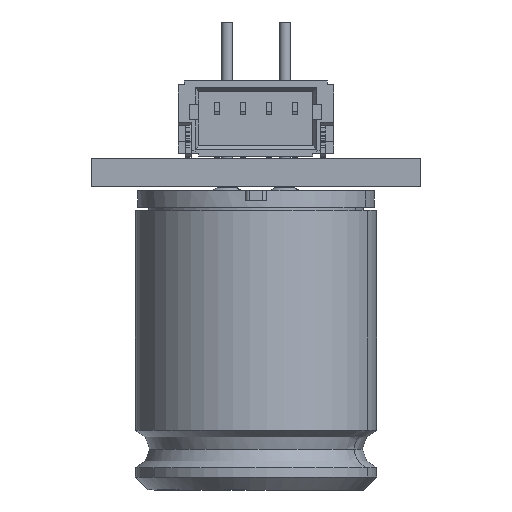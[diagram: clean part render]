
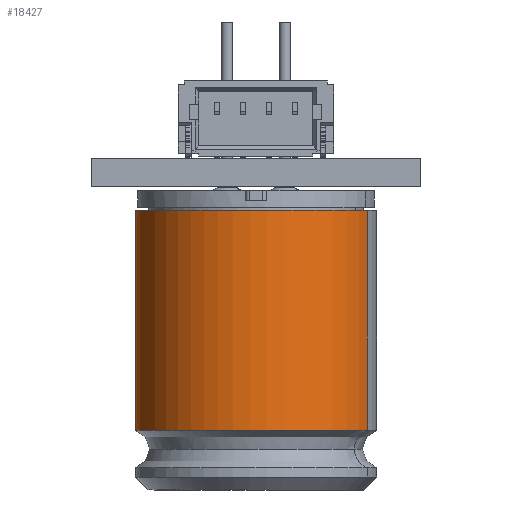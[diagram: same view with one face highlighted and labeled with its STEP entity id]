
A CAD part, front view. The second image highlights one B-rep face of the part: STEP entity #18427.
In plain terms, the highlighted free-form (B-spline) face has degree [2, 1] with [5, 2] control points.
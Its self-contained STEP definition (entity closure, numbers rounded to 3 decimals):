
#15938 = ( BOUNDED_SURFACE() B_SPLINE_SURFACE(2,2,(
    (#15939,#15940,#15941)
    ,(#15942,#15943,#15944)
    ,(#15945,#15946,#15947)
    ,(#15948,#15949,#15950)
    ,(#15951,#15952,#15953
)),.UNSPECIFIED.,.F.,.F.,.F.) B_SPLINE_SURFACE_WITH_KNOTS((3,2,3),(3,3),
  (3.142,4.712,6.283),(3.142,
    4.429),.PIECEWISE_BEZIER_KNOTS.) 
GEOMETRIC_REPRESENTATION_ITEM() RATIONAL_B_SPLINE_SURFACE((
    (1.,0.8,1.)
    ,(0.707,0.566,0.707)
    ,(1.,0.8,1.)
    ,(0.707,0.566,0.707)
,(1.,0.8,1.))) REPRESENTATION_ITEM('') SURFACE() );
#15939 = CARTESIAN_POINT('',(0.,9.97,-4.11));
#15940 = CARTESIAN_POINT('',(0.,9.408,-4.11));
#15941 = CARTESIAN_POINT('',(0.,9.25,-4.65));
#15942 = CARTESIAN_POINT('',(-4.11,9.97,-4.11));
#15943 = CARTESIAN_POINT('',(-4.11,9.408,-4.11));
#15944 = CARTESIAN_POINT('',(-4.65,9.25,-4.65));
#15945 = CARTESIAN_POINT('',(-4.11,9.97,0.));
#15946 = CARTESIAN_POINT('',(-4.11,9.408,0.));
#15947 = CARTESIAN_POINT('',(-4.65,9.25,0.));
#15948 = CARTESIAN_POINT('',(-4.11,9.97,4.11));
#15949 = CARTESIAN_POINT('',(-4.11,9.408,4.11));
#15950 = CARTESIAN_POINT('',(-4.65,9.25,4.65));
#15951 = CARTESIAN_POINT('',(0.,9.97,4.11));
#15952 = CARTESIAN_POINT('',(0.,9.408,4.11));
#15953 = CARTESIAN_POINT('',(0.,9.25,4.65));
#16272 = VERTEX_POINT('',#16273);
#16273 = CARTESIAN_POINT('',(0.,0.77,4.65));
#16274 = VERTEX_POINT('',#16275);
#16275 = CARTESIAN_POINT('',(0.,0.77,-4.65));
#16284 = ( BOUNDED_SURFACE() B_SPLINE_SURFACE(2,1,(
    (#16285,#16286)
    ,(#16287,#16288)
    ,(#16289,#16290)
    ,(#16291,#16292)
    ,(#16293,#16294
)),.UNSPECIFIED.,.F.,.F.,.F.) B_SPLINE_SURFACE_WITH_KNOTS((3,2,3),(2,2),
  (0.,1.571,3.142),(-10.78,-2.3),
.PIECEWISE_BEZIER_KNOTS.) GEOMETRIC_REPRESENTATION_ITEM() 
RATIONAL_B_SPLINE_SURFACE((
    (1.,1.)
    ,(0.707,0.707)
    ,(1.,1.)
    ,(0.707,0.707)
,(1.,1.))) REPRESENTATION_ITEM('') SURFACE() );
#16285 = CARTESIAN_POINT('',(0.,0.77,4.65));
#16286 = CARTESIAN_POINT('',(0.,9.25,4.65));
#16287 = CARTESIAN_POINT('',(4.65,0.77,4.65));
#16288 = CARTESIAN_POINT('',(4.65,9.25,4.65));
#16289 = CARTESIAN_POINT('',(4.65,0.77,0.));
#16290 = CARTESIAN_POINT('',(4.65,9.25,0.));
#16291 = CARTESIAN_POINT('',(4.65,0.77,-4.65));
#16292 = CARTESIAN_POINT('',(4.65,9.25,-4.65));
#16293 = CARTESIAN_POINT('',(0.,0.77,-4.65));
#16294 = CARTESIAN_POINT('',(0.,9.25,-4.65));
#16304 = B_SPLINE_SURFACE_WITH_KNOTS('',1,1,(
    (#16305,#16306)
    ,(#16307,#16308
  )),.UNSPECIFIED.,.F.,.F.,.F.,(2,2),(2,2),(-4.65,4.65),(-4.65,4.65),
  .PIECEWISE_BEZIER_KNOTS.);
#16305 = CARTESIAN_POINT('',(-4.65,0.77,4.65));
#16306 = CARTESIAN_POINT('',(4.65,0.77,4.65));
#16307 = CARTESIAN_POINT('',(-4.65,0.77,-4.65));
#16308 = CARTESIAN_POINT('',(4.65,0.77,-4.65));
#16318 = EDGE_CURVE('',#16274,#16319,#16321,.T.);
#16319 = VERTEX_POINT('',#16320);
#16320 = CARTESIAN_POINT('',(0.,9.25,-4.65));
#16321 = SURFACE_CURVE('',#16322,(#16325,#16332),.PCURVE_S1.);
#16322 = B_SPLINE_CURVE_WITH_KNOTS('',1,(#16323,#16324),.UNSPECIFIED.,
  .F.,.F.,(2,2),(-10.78,-2.3),.PIECEWISE_BEZIER_KNOTS.);
#16323 = CARTESIAN_POINT('',(0.,0.77,-4.65));
#16324 = CARTESIAN_POINT('',(0.,9.25,-4.65));
#16325 = PCURVE('',#16284,#16326);
#16326 = DEFINITIONAL_REPRESENTATION('',(#16327),#16331);
#16327 = B_SPLINE_CURVE_WITH_KNOTS('',2,(#16328,#16329,#16330),
  .UNSPECIFIED.,.F.,.F.,(3,3),(-10.78,-2.3),.PIECEWISE_BEZIER_KNOTS.);
#16328 = CARTESIAN_POINT('',(3.142,-10.78));
#16329 = CARTESIAN_POINT('',(3.142,-6.54));
#16330 = CARTESIAN_POINT('',(3.142,-2.3));
#16331 = ( GEOMETRIC_REPRESENTATION_CONTEXT(2) 
PARAMETRIC_REPRESENTATION_CONTEXT() REPRESENTATION_CONTEXT('2D SPACE',''
  ) );
#16332 = PCURVE('',#16333,#16344);
#16333 = ( BOUNDED_SURFACE() B_SPLINE_SURFACE(2,1,(
    (#16334,#16335)
    ,(#16336,#16337)
    ,(#16338,#16339)
    ,(#16340,#16341)
    ,(#16342,#16343
)),.UNSPECIFIED.,.F.,.F.,.F.) B_SPLINE_SURFACE_WITH_KNOTS((3,2,3),(2,2),
  (3.142,4.712,6.283),(-10.78,-2.3),
.PIECEWISE_BEZIER_KNOTS.) GEOMETRIC_REPRESENTATION_ITEM() 
RATIONAL_B_SPLINE_SURFACE((
    (1.,1.)
    ,(0.707,0.707)
    ,(1.,1.)
    ,(0.707,0.707)
,(1.,1.))) REPRESENTATION_ITEM('') SURFACE() );
#16334 = CARTESIAN_POINT('',(0.,0.77,-4.65));
#16335 = CARTESIAN_POINT('',(0.,9.25,-4.65));
#16336 = CARTESIAN_POINT('',(-4.65,0.77,-4.65));
#16337 = CARTESIAN_POINT('',(-4.65,9.25,-4.65));
#16338 = CARTESIAN_POINT('',(-4.65,0.77,0.));
#16339 = CARTESIAN_POINT('',(-4.65,9.25,0.));
#16340 = CARTESIAN_POINT('',(-4.65,0.77,4.65));
#16341 = CARTESIAN_POINT('',(-4.65,9.25,4.65));
#16342 = CARTESIAN_POINT('',(0.,0.77,4.65));
#16343 = CARTESIAN_POINT('',(0.,9.25,4.65));
#16344 = DEFINITIONAL_REPRESENTATION('',(#16345),#16349);
#16345 = B_SPLINE_CURVE_WITH_KNOTS('',2,(#16346,#16347,#16348),
  .UNSPECIFIED.,.F.,.F.,(3,3),(-10.78,-2.3),.PIECEWISE_BEZIER_KNOTS.);
#16346 = CARTESIAN_POINT('',(3.142,-10.78));
#16347 = CARTESIAN_POINT('',(3.142,-6.54));
#16348 = CARTESIAN_POINT('',(3.142,-2.3));
#16349 = ( GEOMETRIC_REPRESENTATION_CONTEXT(2) 
PARAMETRIC_REPRESENTATION_CONTEXT() REPRESENTATION_CONTEXT('2D SPACE',''
  ) );
#16352 = VERTEX_POINT('',#16353);
#16353 = CARTESIAN_POINT('',(0.,9.25,4.65));
#16380 = EDGE_CURVE('',#16272,#16352,#16381,.T.);
#16381 = SURFACE_CURVE('',#16382,(#16385,#16392),.PCURVE_S1.);
#16382 = B_SPLINE_CURVE_WITH_KNOTS('',1,(#16383,#16384),.UNSPECIFIED.,
  .F.,.F.,(2,2),(-10.78,-2.3),.PIECEWISE_BEZIER_KNOTS.);
#16383 = CARTESIAN_POINT('',(0.,0.77,4.65));
#16384 = CARTESIAN_POINT('',(0.,9.25,4.65));
#16385 = PCURVE('',#16284,#16386);
#16386 = DEFINITIONAL_REPRESENTATION('',(#16387),#16391);
#16387 = B_SPLINE_CURVE_WITH_KNOTS('',2,(#16388,#16389,#16390),
  .UNSPECIFIED.,.F.,.F.,(3,3),(-10.78,-2.3),.PIECEWISE_BEZIER_KNOTS.);
#16388 = CARTESIAN_POINT('',(0.,-10.78));
#16389 = CARTESIAN_POINT('',(0.,-6.54));
#16390 = CARTESIAN_POINT('',(0.,-2.3));
#16391 = ( GEOMETRIC_REPRESENTATION_CONTEXT(2) 
PARAMETRIC_REPRESENTATION_CONTEXT() REPRESENTATION_CONTEXT('2D SPACE',''
  ) );
#16392 = PCURVE('',#16333,#16393);
#16393 = DEFINITIONAL_REPRESENTATION('',(#16394),#16398);
#16394 = B_SPLINE_CURVE_WITH_KNOTS('',2,(#16395,#16396,#16397),
  .UNSPECIFIED.,.F.,.F.,(3,3),(-10.78,-2.3),.PIECEWISE_BEZIER_KNOTS.);
#16395 = CARTESIAN_POINT('',(6.283,-10.78));
#16396 = CARTESIAN_POINT('',(6.283,-6.54));
#16397 = CARTESIAN_POINT('',(6.283,-2.3));
#16398 = ( GEOMETRIC_REPRESENTATION_CONTEXT(2) 
PARAMETRIC_REPRESENTATION_CONTEXT() REPRESENTATION_CONTEXT('2D SPACE',''
  ) );
#16424 = EDGE_CURVE('',#16319,#16352,#16425,.T.);
#16425 = SURFACE_CURVE('',#16426,(#16432,#16441),.PCURVE_S1.);
#16426 = ( BOUNDED_CURVE() B_SPLINE_CURVE(2,(#16427,#16428,#16429,#16430
,#16431),.UNSPECIFIED.,.F.,.F.) B_SPLINE_CURVE_WITH_KNOTS((3,2,3),(
    3.142,4.712,6.283),
.PIECEWISE_BEZIER_KNOTS.) CURVE() GEOMETRIC_REPRESENTATION_ITEM() 
RATIONAL_B_SPLINE_CURVE((1.,0.707,1.,0.707,1.)) 
REPRESENTATION_ITEM('') );
#16427 = CARTESIAN_POINT('',(0.,9.25,-4.65));
#16428 = CARTESIAN_POINT('',(-4.65,9.25,-4.65));
#16429 = CARTESIAN_POINT('',(-4.65,9.25,0.));
#16430 = CARTESIAN_POINT('',(-4.65,9.25,4.65));
#16431 = CARTESIAN_POINT('',(0.,9.25,4.65));
#16432 = PCURVE('',#15938,#16433);
#16433 = DEFINITIONAL_REPRESENTATION('',(#16434),#16440);
#16434 = B_SPLINE_CURVE_WITH_KNOTS('',2,(#16435,#16436,#16437,#16438,
    #16439),.UNSPECIFIED.,.F.,.F.,(3,2,3),(3.142,4.712,
    6.283),.PIECEWISE_BEZIER_KNOTS.);
#16435 = CARTESIAN_POINT('',(3.142,4.429));
#16436 = CARTESIAN_POINT('',(3.927,4.429));
#16437 = CARTESIAN_POINT('',(4.712,4.429));
#16438 = CARTESIAN_POINT('',(5.498,4.429));
#16439 = CARTESIAN_POINT('',(6.283,4.429));
#16440 = ( GEOMETRIC_REPRESENTATION_CONTEXT(2) 
PARAMETRIC_REPRESENTATION_CONTEXT() REPRESENTATION_CONTEXT('2D SPACE',''
  ) );
#16441 = PCURVE('',#16333,#16442);
#16442 = DEFINITIONAL_REPRESENTATION('',(#16443),#16449);
#16443 = B_SPLINE_CURVE_WITH_KNOTS('',2,(#16444,#16445,#16446,#16447,
    #16448),.UNSPECIFIED.,.F.,.F.,(3,2,3),(3.142,4.712,
    6.283),.PIECEWISE_BEZIER_KNOTS.);
#16444 = CARTESIAN_POINT('',(3.142,-2.3));
#16445 = CARTESIAN_POINT('',(3.927,-2.3));
#16446 = CARTESIAN_POINT('',(4.712,-2.3));
#16447 = CARTESIAN_POINT('',(5.498,-2.3));
#16448 = CARTESIAN_POINT('',(6.283,-2.3));
#16449 = ( GEOMETRIC_REPRESENTATION_CONTEXT(2) 
PARAMETRIC_REPRESENTATION_CONTEXT() REPRESENTATION_CONTEXT('2D SPACE',''
  ) );
#18427 = ADVANCED_FACE('',(#18428),#16333,.T.);
#18428 = FACE_BOUND('',#18429,.T.);
#18429 = EDGE_LOOP('',(#18430,#18431,#18458,#18459));
#18430 = ORIENTED_EDGE('',*,*,#16318,.F.);
#18431 = ORIENTED_EDGE('',*,*,#18432,.T.);
#18432 = EDGE_CURVE('',#16274,#16272,#18433,.T.);
#18433 = SURFACE_CURVE('',#18434,(#18440,#18449),.PCURVE_S1.);
#18434 = ( BOUNDED_CURVE() B_SPLINE_CURVE(2,(#18435,#18436,#18437,#18438
,#18439),.UNSPECIFIED.,.F.,.F.) B_SPLINE_CURVE_WITH_KNOTS((3,2,3),(
    3.142,4.712,6.283),
.PIECEWISE_BEZIER_KNOTS.) CURVE() GEOMETRIC_REPRESENTATION_ITEM() 
RATIONAL_B_SPLINE_CURVE((1.,0.707,1.,0.707,1.)) 
REPRESENTATION_ITEM('') );
#18435 = CARTESIAN_POINT('',(0.,0.77,-4.65));
#18436 = CARTESIAN_POINT('',(-4.65,0.77,-4.65));
#18437 = CARTESIAN_POINT('',(-4.65,0.77,0.));
#18438 = CARTESIAN_POINT('',(-4.65,0.77,4.65));
#18439 = CARTESIAN_POINT('',(0.,0.77,4.65));
#18440 = PCURVE('',#16333,#18441);
#18441 = DEFINITIONAL_REPRESENTATION('',(#18442),#18448);
#18442 = B_SPLINE_CURVE_WITH_KNOTS('',2,(#18443,#18444,#18445,#18446,
    #18447),.UNSPECIFIED.,.F.,.F.,(3,2,3),(3.142,4.712,
    6.283),.PIECEWISE_BEZIER_KNOTS.);
#18443 = CARTESIAN_POINT('',(3.142,-10.78));
#18444 = CARTESIAN_POINT('',(3.927,-10.78));
#18445 = CARTESIAN_POINT('',(4.712,-10.78));
#18446 = CARTESIAN_POINT('',(5.498,-10.78));
#18447 = CARTESIAN_POINT('',(6.283,-10.78));
#18448 = ( GEOMETRIC_REPRESENTATION_CONTEXT(2) 
PARAMETRIC_REPRESENTATION_CONTEXT() REPRESENTATION_CONTEXT('2D SPACE',''
  ) );
#18449 = PCURVE('',#16304,#18450);
#18450 = DEFINITIONAL_REPRESENTATION('',(#18451),#18457);
#18451 = ( BOUNDED_CURVE() B_SPLINE_CURVE(2,(#18452,#18453,#18454,#18455
,#18456),.UNSPECIFIED.,.F.,.F.) B_SPLINE_CURVE_WITH_KNOTS((3,2,3),(
    3.142,4.712,6.283),
.PIECEWISE_BEZIER_KNOTS.) CURVE() GEOMETRIC_REPRESENTATION_ITEM() 
RATIONAL_B_SPLINE_CURVE((1.,0.707,1.,0.707,1.)) 
REPRESENTATION_ITEM('') );
#18452 = CARTESIAN_POINT('',(4.65,0.));
#18453 = CARTESIAN_POINT('',(4.65,-4.65));
#18454 = CARTESIAN_POINT('',(0.,-4.65));
#18455 = CARTESIAN_POINT('',(-4.65,-4.65));
#18456 = CARTESIAN_POINT('',(-4.65,0.));
#18457 = ( GEOMETRIC_REPRESENTATION_CONTEXT(2) 
PARAMETRIC_REPRESENTATION_CONTEXT() REPRESENTATION_CONTEXT('2D SPACE',''
  ) );
#18458 = ORIENTED_EDGE('',*,*,#16380,.T.);
#18459 = ORIENTED_EDGE('',*,*,#16424,.F.);
